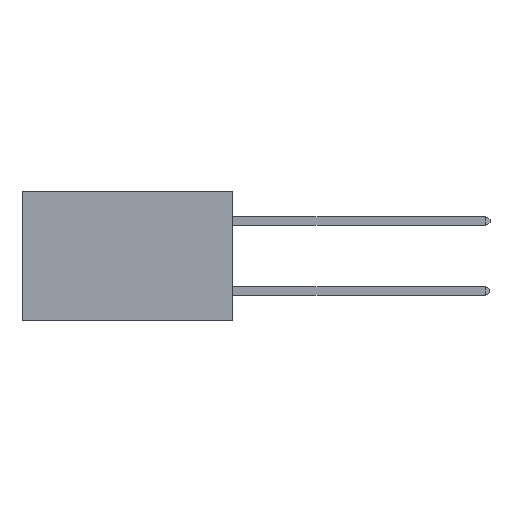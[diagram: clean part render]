
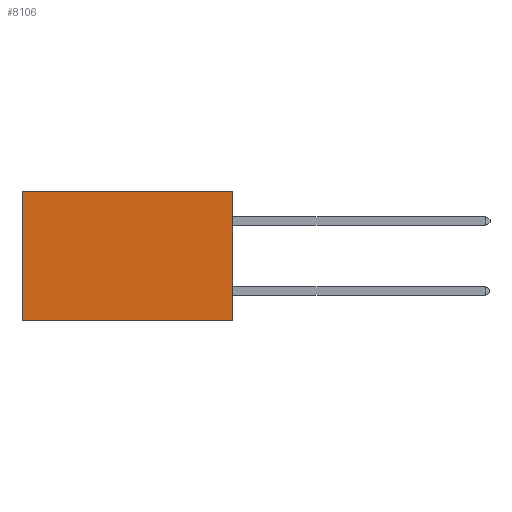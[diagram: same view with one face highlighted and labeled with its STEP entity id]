
A CAD part, left-side view. The second image highlights one B-rep face of the part: STEP entity #8106.
In plain terms, the highlighted planar face has unit normal (-1, 0, 0).
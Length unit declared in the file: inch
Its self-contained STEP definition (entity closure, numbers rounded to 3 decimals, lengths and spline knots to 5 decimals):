
#558 = CARTESIAN_POINT ( 'NONE',  ( 0.2875, 0., 0. ) ) ;
#1818 = DIRECTION ( 'NONE',  ( 0., 0., -1. ) ) ;
#1997 = CARTESIAN_POINT ( 'NONE',  ( 0.2875, 0., 0. ) ) ;
#2372 = LINE ( 'NONE', #11233, #8057 ) ;
#2387 = CARTESIAN_POINT ( 'NONE',  ( 0.2875, 0.6, -0.37 ) ) ;
#2446 = ORIENTED_EDGE ( 'NONE', *, *, #15738, .T. ) ;
#2531 = EDGE_LOOP ( 'NONE', ( #14421, #9828, #4920, #2446 ) ) ;
#4139 = VERTEX_POINT ( 'NONE', #2387 ) ;
#4361 = EDGE_CURVE ( 'NONE', #13788, #4139, #2372, .T. ) ;
#4395 = DIRECTION ( 'NONE',  ( 0., 0., -1. ) ) ;
#4400 = EDGE_CURVE ( 'NONE', #4727, #4139, #4459, .T. ) ;
#4459 = LINE ( 'NONE', #13795, #13768 ) ;
#4727 = VERTEX_POINT ( 'NONE', #7095 ) ;
#4920 = ORIENTED_EDGE ( 'NONE', *, *, #14923, .F. ) ;
#5039 = CARTESIAN_POINT ( 'NONE',  ( 0.2875, 0., 0. ) ) ;
#5915 = CARTESIAN_POINT ( 'NONE',  ( 0.2875, 0., 0. ) ) ;
#6608 = PLANE ( 'NONE',  #13018 ) ;
#6777 = LINE ( 'NONE', #1997, #7146 ) ;
#7095 = CARTESIAN_POINT ( 'NONE',  ( 0.2875, 0., -0.37 ) ) ;
#7146 = VECTOR ( 'NONE', #4395, 39.37008 ) ;
#8057 = VECTOR ( 'NONE', #8855, 39.37008 ) ;
#8106 = ADVANCED_FACE ( 'NONE', ( #13034 ), #6608, .F. ) ;
#8235 = VECTOR ( 'NONE', #15638, 39.37008 ) ;
#8561 = CARTESIAN_POINT ( 'NONE',  ( 0.2875, 0.6, 0. ) ) ;
#8699 = VERTEX_POINT ( 'NONE', #5039 ) ;
#8855 = DIRECTION ( 'NONE',  ( 0., 0., -1. ) ) ;
#9088 = DIRECTION ( 'NONE',  ( 1., 0., 0. ) ) ;
#9828 = ORIENTED_EDGE ( 'NONE', *, *, #4400, .F. ) ;
#10112 = DIRECTION ( 'NONE',  ( 0., 1., 0. ) ) ;
#10691 = LINE ( 'NONE', #5915, #8235 ) ;
#11233 = CARTESIAN_POINT ( 'NONE',  ( 0.2875, 0.6, 0. ) ) ;
#13018 = AXIS2_PLACEMENT_3D ( 'NONE', #558, #9088, #1818 ) ;
#13034 = FACE_OUTER_BOUND ( 'NONE', #2531, .T. ) ;
#13768 = VECTOR ( 'NONE', #10112, 39.37008 ) ;
#13788 = VERTEX_POINT ( 'NONE', #8561 ) ;
#13795 = CARTESIAN_POINT ( 'NONE',  ( 0.2875, 0., -0.37 ) ) ;
#14421 = ORIENTED_EDGE ( 'NONE', *, *, #4361, .T. ) ;
#14923 = EDGE_CURVE ( 'NONE', #8699, #4727, #6777, .T. ) ;
#15638 = DIRECTION ( 'NONE',  ( 0., 1., 0. ) ) ;
#15738 = EDGE_CURVE ( 'NONE', #8699, #13788, #10691, .T. ) ;
